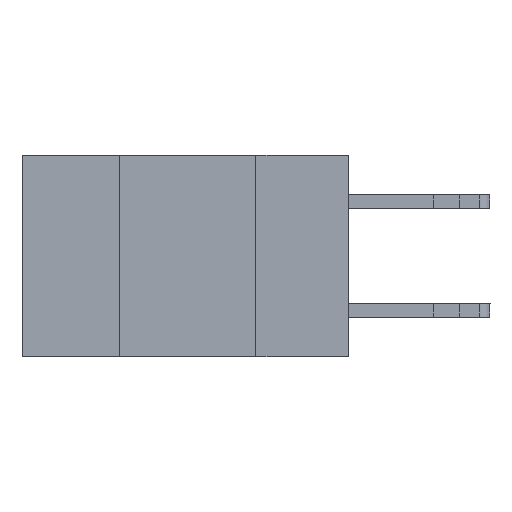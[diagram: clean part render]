
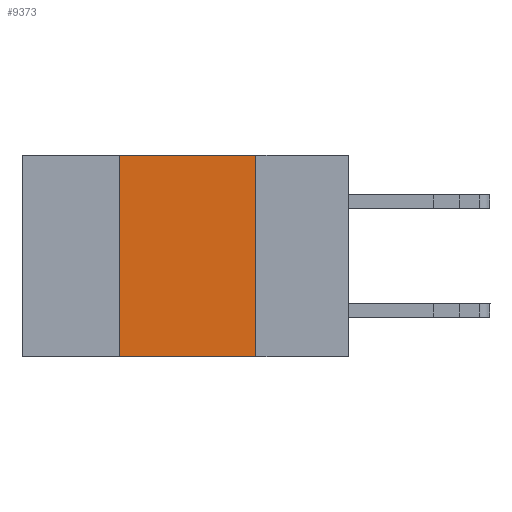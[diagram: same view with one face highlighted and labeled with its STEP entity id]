
A CAD part, left-side view. The second image highlights one B-rep face of the part: STEP entity #9373.
In plain terms, the highlighted planar face has unit normal (-1, 0, 0).
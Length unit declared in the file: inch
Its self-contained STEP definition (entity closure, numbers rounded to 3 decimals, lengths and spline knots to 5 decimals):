
#34 = DIRECTION ( 'NONE',  ( 0., 0., 1. ) ) ;
#683 = PLANE ( 'NONE',  #5461 ) ;
#884 = EDGE_CURVE ( 'NONE', #8023, #5333, #2625, .T. ) ;
#1956 = DIRECTION ( 'NONE',  ( 0., -1., 0. ) ) ;
#1965 = VECTOR ( 'NONE', #11213, 39.37008 ) ;
#2611 = CARTESIAN_POINT ( 'NONE',  ( 0., 0.17, -0.37 ) ) ;
#2625 = LINE ( 'NONE', #9692, #1965 ) ;
#2677 = LINE ( 'NONE', #2611, #10588 ) ;
#2841 = DIRECTION ( 'NONE',  ( 0., 0., -1. ) ) ;
#3443 = ORIENTED_EDGE ( 'NONE', *, *, #9256, .F. ) ;
#4027 = CARTESIAN_POINT ( 'NONE',  ( 0., 0.6, -0.37 ) ) ;
#4073 = EDGE_LOOP ( 'NONE', ( #3443, #6885, #7863, #12515 ) ) ;
#5275 = CARTESIAN_POINT ( 'NONE',  ( 0., 0.42, -0.37 ) ) ;
#5333 = VERTEX_POINT ( 'NONE', #6654 ) ;
#5461 = AXIS2_PLACEMENT_3D ( 'NONE', #7988, #9026, #2841 ) ;
#5469 = CARTESIAN_POINT ( 'NONE',  ( 0., 0.17, -0.37 ) ) ;
#6654 = CARTESIAN_POINT ( 'NONE',  ( 0., 0.17, 0. ) ) ;
#6690 = LINE ( 'NONE', #5275, #11536 ) ;
#6885 = ORIENTED_EDGE ( 'NONE', *, *, #884, .F. ) ;
#7024 = CARTESIAN_POINT ( 'NONE',  ( 0., 0.42, 0. ) ) ;
#7772 = DIRECTION ( 'NONE',  ( 0., 0., -1. ) ) ;
#7863 = ORIENTED_EDGE ( 'NONE', *, *, #12921, .F. ) ;
#7988 = CARTESIAN_POINT ( 'NONE',  ( 0., 0.6, 0. ) ) ;
#8023 = VERTEX_POINT ( 'NONE', #7024 ) ;
#8403 = VERTEX_POINT ( 'NONE', #5469 ) ;
#9026 = DIRECTION ( 'NONE',  ( 1., 0., 0. ) ) ;
#9256 = EDGE_CURVE ( 'NONE', #5333, #8403, #2677, .T. ) ;
#9373 = ADVANCED_FACE ( 'NONE', ( #11711 ), #683, .F. ) ;
#9510 = EDGE_CURVE ( 'NONE', #10106, #8403, #9834, .T. ) ;
#9692 = CARTESIAN_POINT ( 'NONE',  ( 0., 0.6, 0. ) ) ;
#9834 = LINE ( 'NONE', #4027, #12798 ) ;
#10106 = VERTEX_POINT ( 'NONE', #10170 ) ;
#10170 = CARTESIAN_POINT ( 'NONE',  ( 0., 0.42, -0.37 ) ) ;
#10588 = VECTOR ( 'NONE', #7772, 39.37008 ) ;
#11213 = DIRECTION ( 'NONE',  ( 0., -1., 0. ) ) ;
#11536 = VECTOR ( 'NONE', #34, 39.37008 ) ;
#11711 = FACE_OUTER_BOUND ( 'NONE', #4073, .T. ) ;
#12515 = ORIENTED_EDGE ( 'NONE', *, *, #9510, .T. ) ;
#12798 = VECTOR ( 'NONE', #1956, 39.37008 ) ;
#12921 = EDGE_CURVE ( 'NONE', #10106, #8023, #6690, .T. ) ;
